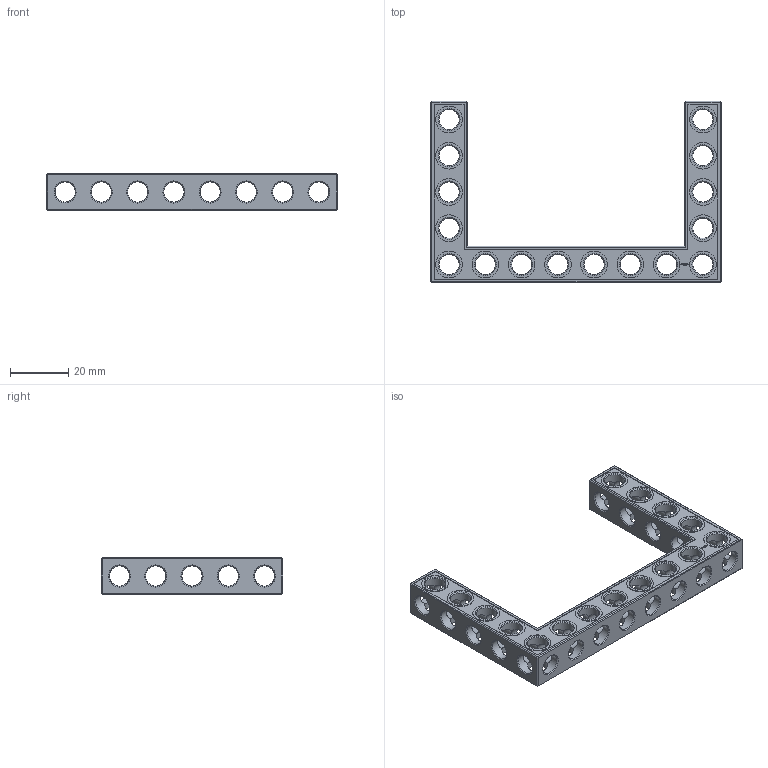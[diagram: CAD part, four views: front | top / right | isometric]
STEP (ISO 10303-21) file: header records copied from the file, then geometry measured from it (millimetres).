
FILE_DESCRIPTION(('FreeCAD Model'),'2;1');
FILE_NAME('Open CASCADE Shape Model','2022-02-23T21:22:38',( 'Paulo Kiefe'),('STEMFIE.org'),'Open CASCADE STEP processor 7.5', 'FreeCAD','Unknown');
FILE_SCHEMA(('AUTOMOTIVE_DESIGN { 1 0 10303 214 1 1 1 1 }'));
Products named in the file (1): Beam AGD ESS USH SYM BU08x05x01 - SPN-BEM-0399 (stemfie.org)
Bounding box: 100 x 62.5 x 12.5 mm (x, y, z)
Volume: 15630.7 mm3; surface area: 14082.3 mm2
Topology: 1 solids, 1 shells, 754 faces, 2199 edges, 1433 vertices
Faces by surface type: plane 385, extrusion 206, cylinder 97, cone 66
Full cylindrical faces by diameter (mm): 6.98 x12, 7 x69, 9.2 x16
Entity records: 97607 total; most frequent: CARTESIAN_POINT 56415, DIRECTION 6515, VECTOR 4637, LINE 4431, ORIENTED_EDGE 4398, PCURVE 4398, DEFINITIONAL_REPRESENTATION 4398, EDGE_CURVE 2199
